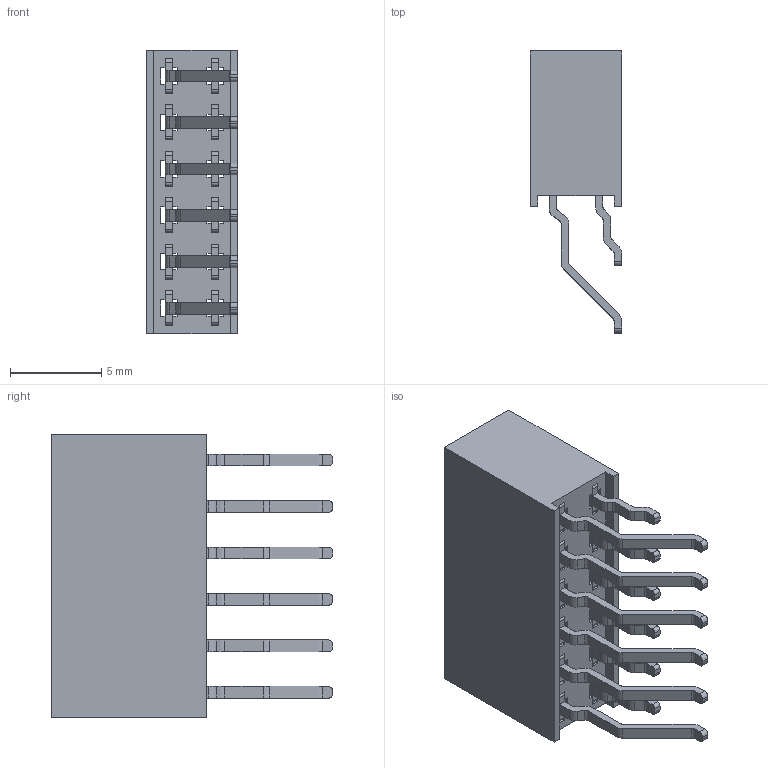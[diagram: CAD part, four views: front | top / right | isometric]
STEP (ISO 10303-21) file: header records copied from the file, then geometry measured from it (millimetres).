
FILE_DESCRIPTION((''),'2;1');
FILE_NAME('M20-7920642_ASM','2017-12-20T14:54:21',('sbennett'),(''),'CREO PARAMETRIC BY PTC INC, 2016510','CREO PARAMETRIC BY PTC INC, 2016510','');
FILE_SCHEMA(('CONFIG_CONTROL_DESIGN','SHAPE_APPEARANCE_LAYERS_GROUPS'));
Length unit declared in the file: millimetre
Products named in the file (4): M20-79206_MOULD; M20-792_CONTACT1; M20-792_CONTACT2; M20-7920642_ASM
Assembly tree (13 placements, depth 2):
  M20-7920642_ASM
    M20-79206_MOULD
    M20-792_CONTACT1  x6
    M20-792_CONTACT2  x6
Bounding box: 5 x 15.4 x 15.49 mm (x, y, z)
Volume: 566.5 mm3; surface area: 1463.5 mm2
Topology: 13 solids, 13 shells, 886 faces, 2496 edges, 1648 vertices
Faces by surface type: plane 538, cylinder 324, extrusion 24
Entity records: 13448 total; most frequent: CARTESIAN_POINT 1847, ORIENTED_EDGE 1752, DIRECTION 1638, PRESENTATION_STYLE_ASSIGNMENT 927, STYLED_ITEM 881, CURVE_STYLE 876, EDGE_CURVE 876, VECTOR 764
